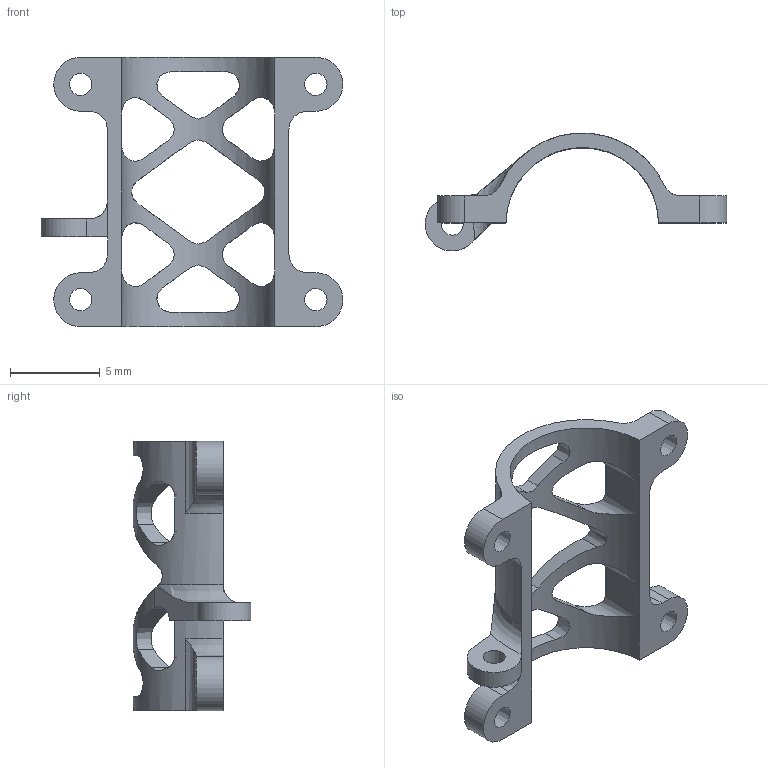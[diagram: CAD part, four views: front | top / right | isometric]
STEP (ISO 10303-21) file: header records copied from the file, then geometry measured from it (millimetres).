
FILE_DESCRIPTION(/* description */ (''),/* implementation_level */ '2;1');
FILE_NAME(/* name */ 'fanmotor-mount-2-1.stp',/* time_stamp */ '2025-01-29T01:43:50+09:00',/* author */ ('IshiiLabHonda'),/* organization */ (''),/* preprocessor_version */ 'ST-DEVELOPER v19.2',/* originating_system */ 'Autodesk Inventor 2023',/* authorisation */ '');
FILE_SCHEMA (('AUTOMOTIVE_DESIGN { 1 0 10303 214 3 1 1 }'));
Length unit declared in the file: millimetre
Products named in the file (1): fanmotor-mount-2
Bounding box: 16.79 x 6.55 x 15 mm (x, y, z)
Volume: 156.6 mm3; surface area: 530.4 mm2
Topology: 1 solids, 1 shells, 82 faces, 401 edges, 453 vertices
Faces by surface type: plane 39, cylinder 38, torus 5
Full cylindrical faces by diameter (mm): 1.25 x5
Entity records: 4285 total; most frequent: CARTESIAN_POINT 1565, DIRECTION 512, ORIENTED_EDGE 496, EDGE_CURVE 248, AXIS2_PLACEMENT_3D 200, VERTEX_POINT 162, STYLED_ITEM 154, POLYLINE 113
